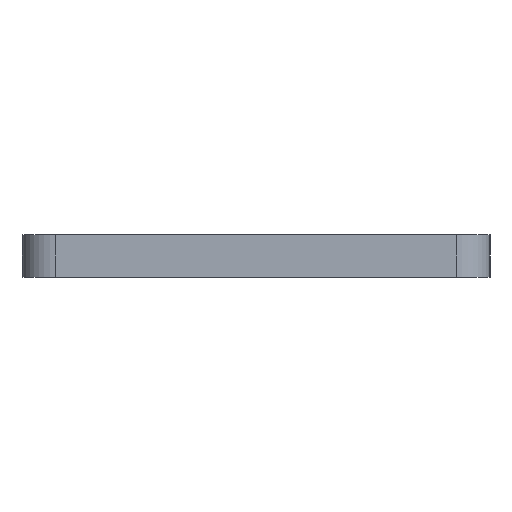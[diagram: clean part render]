
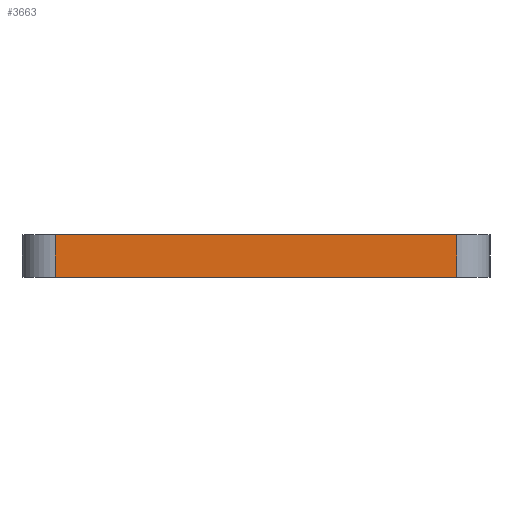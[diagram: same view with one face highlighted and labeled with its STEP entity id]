
A CAD part, left-side view. The second image highlights one B-rep face of the part: STEP entity #3663.
In plain terms, the highlighted planar face has unit normal (-1, 0, 0).
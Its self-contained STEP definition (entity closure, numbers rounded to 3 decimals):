
#84 = PLANE('',#85);
#85 = AXIS2_PLACEMENT_3D('',#86,#87,#88);
#86 = CARTESIAN_POINT('',(67.437,-35.56,1.6));
#87 = DIRECTION('',(0.,0.,1.));
#88 = DIRECTION('',(1.,0.,-0.));
#139 = PLANE('',#140);
#140 = AXIS2_PLACEMENT_3D('',#141,#142,#143);
#141 = CARTESIAN_POINT('',(67.437,-35.56,0.));
#142 = DIRECTION('',(0.,0.,1.));
#143 = DIRECTION('',(1.,0.,-0.));
#248 = CYLINDRICAL_SURFACE('',#249,1.27);
#249 = AXIS2_PLACEMENT_3D('',#250,#251,#252);
#250 = CARTESIAN_POINT('',(38.227,-27.94,0.));
#251 = DIRECTION('',(-0.,-0.,-1.));
#252 = DIRECTION('',(1.,0.,-0.));
#309 = VERTEX_POINT('',#310);
#310 = CARTESIAN_POINT('',(36.957,-27.94,0.));
#332 = EDGE_CURVE('',#333,#309,#335,.T.);
#333 = VERTEX_POINT('',#334);
#334 = CARTESIAN_POINT('',(36.957,-43.18,0.));
#335 = SURFACE_CURVE('',#336,(#340,#347),.PCURVE_S1.);
#336 = LINE('',#337,#338);
#337 = CARTESIAN_POINT('',(36.957,-43.18,0.));
#338 = VECTOR('',#339,1.);
#339 = DIRECTION('',(0.,1.,0.));
#340 = PCURVE('',#139,#341);
#341 = DEFINITIONAL_REPRESENTATION('',(#342),#346);
#342 = LINE('',#343,#344);
#343 = CARTESIAN_POINT('',(-30.48,-7.62));
#344 = VECTOR('',#345,1.);
#345 = DIRECTION('',(0.,1.));
#346 = ( GEOMETRIC_REPRESENTATION_CONTEXT(2) 
PARAMETRIC_REPRESENTATION_CONTEXT() REPRESENTATION_CONTEXT('2D SPACE',''
  ) );
#347 = PCURVE('',#348,#353);
#348 = PLANE('',#349);
#349 = AXIS2_PLACEMENT_3D('',#350,#351,#352);
#350 = CARTESIAN_POINT('',(36.957,-43.18,0.));
#351 = DIRECTION('',(-1.,0.,0.));
#352 = DIRECTION('',(0.,1.,0.));
#353 = DEFINITIONAL_REPRESENTATION('',(#354),#358);
#354 = LINE('',#355,#356);
#355 = CARTESIAN_POINT('',(0.,0.));
#356 = VECTOR('',#357,1.);
#357 = DIRECTION('',(1.,0.));
#358 = ( GEOMETRIC_REPRESENTATION_CONTEXT(2) 
PARAMETRIC_REPRESENTATION_CONTEXT() REPRESENTATION_CONTEXT('2D SPACE',''
  ) );
#377 = CYLINDRICAL_SURFACE('',#378,1.27);
#378 = AXIS2_PLACEMENT_3D('',#379,#380,#381);
#379 = CARTESIAN_POINT('',(38.227,-43.18,0.));
#380 = DIRECTION('',(-0.,-0.,-1.));
#381 = DIRECTION('',(1.,0.,-0.));
#2089 = VERTEX_POINT('',#2090);
#2090 = CARTESIAN_POINT('',(36.957,-27.94,1.6));
#2112 = EDGE_CURVE('',#2113,#2089,#2115,.T.);
#2113 = VERTEX_POINT('',#2114);
#2114 = CARTESIAN_POINT('',(36.957,-43.18,1.6));
#2115 = SURFACE_CURVE('',#2116,(#2120,#2127),.PCURVE_S1.);
#2116 = LINE('',#2117,#2118);
#2117 = CARTESIAN_POINT('',(36.957,-43.18,1.6));
#2118 = VECTOR('',#2119,1.);
#2119 = DIRECTION('',(0.,1.,0.));
#2120 = PCURVE('',#84,#2121);
#2121 = DEFINITIONAL_REPRESENTATION('',(#2122),#2126);
#2122 = LINE('',#2123,#2124);
#2123 = CARTESIAN_POINT('',(-30.48,-7.62));
#2124 = VECTOR('',#2125,1.);
#2125 = DIRECTION('',(0.,1.));
#2126 = ( GEOMETRIC_REPRESENTATION_CONTEXT(2) 
PARAMETRIC_REPRESENTATION_CONTEXT() REPRESENTATION_CONTEXT('2D SPACE',''
  ) );
#2127 = PCURVE('',#348,#2128);
#2128 = DEFINITIONAL_REPRESENTATION('',(#2129),#2133);
#2129 = LINE('',#2130,#2131);
#2130 = CARTESIAN_POINT('',(0.,-1.6));
#2131 = VECTOR('',#2132,1.);
#2132 = DIRECTION('',(1.,0.));
#2133 = ( GEOMETRIC_REPRESENTATION_CONTEXT(2) 
PARAMETRIC_REPRESENTATION_CONTEXT() REPRESENTATION_CONTEXT('2D SPACE',''
  ) );
#3615 = EDGE_CURVE('',#309,#2089,#3616,.T.);
#3616 = SURFACE_CURVE('',#3617,(#3621,#3628),.PCURVE_S1.);
#3617 = LINE('',#3618,#3619);
#3618 = CARTESIAN_POINT('',(36.957,-27.94,0.));
#3619 = VECTOR('',#3620,1.);
#3620 = DIRECTION('',(0.,0.,1.));
#3621 = PCURVE('',#248,#3622);
#3622 = DEFINITIONAL_REPRESENTATION('',(#3623),#3627);
#3623 = LINE('',#3624,#3625);
#3624 = CARTESIAN_POINT('',(-3.142,0.));
#3625 = VECTOR('',#3626,1.);
#3626 = DIRECTION('',(-0.,-1.));
#3627 = ( GEOMETRIC_REPRESENTATION_CONTEXT(2) 
PARAMETRIC_REPRESENTATION_CONTEXT() REPRESENTATION_CONTEXT('2D SPACE',''
  ) );
#3628 = PCURVE('',#348,#3629);
#3629 = DEFINITIONAL_REPRESENTATION('',(#3630),#3634);
#3630 = LINE('',#3631,#3632);
#3631 = CARTESIAN_POINT('',(15.24,0.));
#3632 = VECTOR('',#3633,1.);
#3633 = DIRECTION('',(0.,-1.));
#3634 = ( GEOMETRIC_REPRESENTATION_CONTEXT(2) 
PARAMETRIC_REPRESENTATION_CONTEXT() REPRESENTATION_CONTEXT('2D SPACE',''
  ) );
#3663 = ADVANCED_FACE('',(#3664),#348,.T.);
#3664 = FACE_BOUND('',#3665,.T.);
#3665 = EDGE_LOOP('',(#3666,#3687,#3688,#3689));
#3666 = ORIENTED_EDGE('',*,*,#3667,.T.);
#3667 = EDGE_CURVE('',#333,#2113,#3668,.T.);
#3668 = SURFACE_CURVE('',#3669,(#3673,#3680),.PCURVE_S1.);
#3669 = LINE('',#3670,#3671);
#3670 = CARTESIAN_POINT('',(36.957,-43.18,0.));
#3671 = VECTOR('',#3672,1.);
#3672 = DIRECTION('',(0.,0.,1.));
#3673 = PCURVE('',#348,#3674);
#3674 = DEFINITIONAL_REPRESENTATION('',(#3675),#3679);
#3675 = LINE('',#3676,#3677);
#3676 = CARTESIAN_POINT('',(0.,0.));
#3677 = VECTOR('',#3678,1.);
#3678 = DIRECTION('',(0.,-1.));
#3679 = ( GEOMETRIC_REPRESENTATION_CONTEXT(2) 
PARAMETRIC_REPRESENTATION_CONTEXT() REPRESENTATION_CONTEXT('2D SPACE',''
  ) );
#3680 = PCURVE('',#377,#3681);
#3681 = DEFINITIONAL_REPRESENTATION('',(#3682),#3686);
#3682 = LINE('',#3683,#3684);
#3683 = CARTESIAN_POINT('',(-3.142,0.));
#3684 = VECTOR('',#3685,1.);
#3685 = DIRECTION('',(-0.,-1.));
#3686 = ( GEOMETRIC_REPRESENTATION_CONTEXT(2) 
PARAMETRIC_REPRESENTATION_CONTEXT() REPRESENTATION_CONTEXT('2D SPACE',''
  ) );
#3687 = ORIENTED_EDGE('',*,*,#2112,.T.);
#3688 = ORIENTED_EDGE('',*,*,#3615,.F.);
#3689 = ORIENTED_EDGE('',*,*,#332,.F.);
